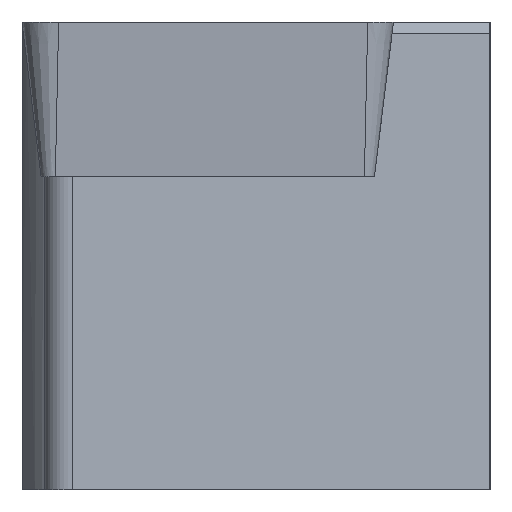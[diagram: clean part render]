
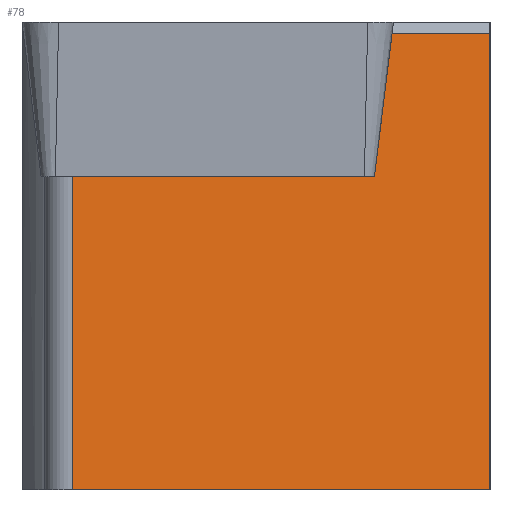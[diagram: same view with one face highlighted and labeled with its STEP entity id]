
A CAD part, left-side view. The second image highlights one B-rep face of the part: STEP entity #78.
In plain terms, the highlighted planar face has unit normal (-0.985, -0.174, 0).
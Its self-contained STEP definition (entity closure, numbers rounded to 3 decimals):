
#55=PLANE('',#486);
#78=ADVANCED_FACE('',(#106),#55,.F.);
#106=FACE_OUTER_BOUND('',#130,.T.);
#130=EDGE_LOOP('',(#218,#219,#220,#221,#222,#223));
#218=ORIENTED_EDGE('',*,*,#349,.F.);
#219=ORIENTED_EDGE('',*,*,#350,.F.);
#220=ORIENTED_EDGE('',*,*,#348,.T.);
#221=ORIENTED_EDGE('',*,*,#351,.F.);
#222=ORIENTED_EDGE('',*,*,#352,.F.);
#223=ORIENTED_EDGE('',*,*,#335,.F.);
#288=VERTEX_POINT('',#674);
#289=VERTEX_POINT('',#676);
#298=VERTEX_POINT('',#698);
#299=VERTEX_POINT('',#700);
#300=VERTEX_POINT('',#704);
#301=VERTEX_POINT('',#707);
#335=EDGE_CURVE('',#288,#289,#386,.T.);
#348=EDGE_CURVE('',#298,#299,#396,.T.);
#349=EDGE_CURVE('',#300,#288,#397,.T.);
#350=EDGE_CURVE('',#298,#300,#398,.T.);
#351=EDGE_CURVE('',#301,#299,#399,.T.);
#352=EDGE_CURVE('',#289,#301,#400,.T.);
#386=LINE('',#675,#432);
#396=LINE('',#701,#442);
#397=LINE('',#703,#443);
#398=LINE('',#705,#444);
#399=LINE('',#706,#445);
#400=LINE('',#708,#446);
#432=VECTOR('',#554,1.);
#442=VECTOR('',#574,1.);
#443=VECTOR('',#577,1.);
#444=VECTOR('',#578,1.);
#445=VECTOR('',#579,1.);
#446=VECTOR('',#580,1.);
#486=AXIS2_PLACEMENT_3D('',#709,#581,#582);
#554=DIRECTION('',(0.174,-0.985,0.));
#574=DIRECTION('',(0.,0.,-1.));
#577=DIRECTION('',(0.021,-0.122,0.992));
#578=DIRECTION('',(0.174,-0.985,0.));
#579=DIRECTION('',(-0.174,0.985,0.));
#580=DIRECTION('',(0.,0.,-1.));
#581=DIRECTION('',(0.985,0.174,0.));
#582=DIRECTION('',(0.174,-0.985,0.));
#674=CARTESIAN_POINT('',(2.116,14.512,-0.3));
#675=CARTESIAN_POINT('',(0.671,22.708,-0.3));
#676=CARTESIAN_POINT('',(2.559,12.,-0.3));
#698=CARTESIAN_POINT('',(0.671,22.708,-3.97));
#700=CARTESIAN_POINT('',(0.671,22.708,-12.));
#701=CARTESIAN_POINT('',(0.671,22.708,-30.));
#703=CARTESIAN_POINT('',(1.461,18.228,-30.567));
#704=CARTESIAN_POINT('',(2.037,14.962,-3.97));
#705=CARTESIAN_POINT('',(0.671,22.708,-3.97));
#706=CARTESIAN_POINT('',(0.671,22.708,-12.));
#707=CARTESIAN_POINT('',(2.559,12.,-12.));
#708=CARTESIAN_POINT('',(2.559,12.,-30.));
#709=CARTESIAN_POINT('',(0.671,22.708,-30.));
